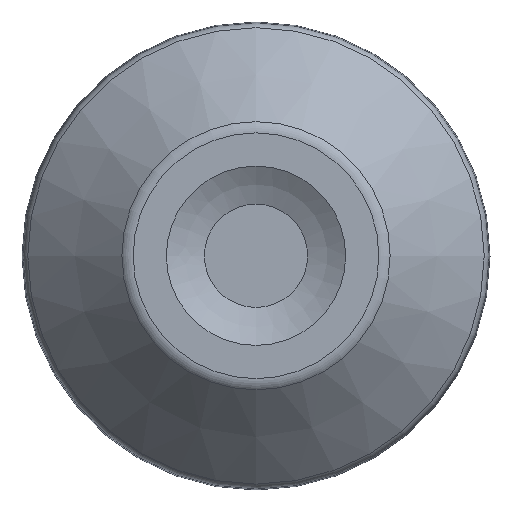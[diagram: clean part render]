
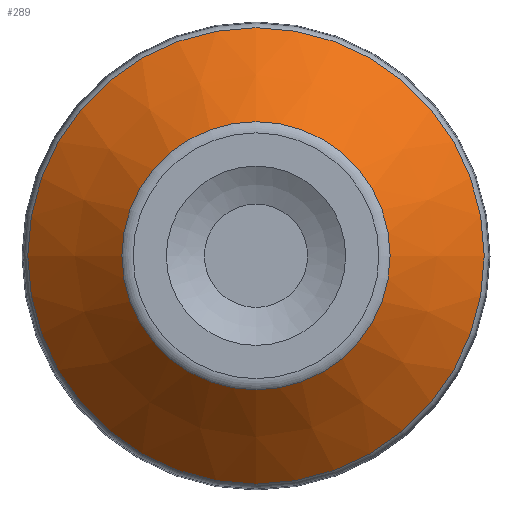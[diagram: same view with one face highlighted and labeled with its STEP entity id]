
A CAD part, top view. The second image highlights one B-rep face of the part: STEP entity #289.
In plain terms, the highlighted conical face has half-angle 45 degrees and reference radius 16.906 mm.
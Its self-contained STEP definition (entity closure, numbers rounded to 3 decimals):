
#20=CONICAL_SURFACE('',#360,16.906,0.785);
#35=LINE('',#561,#42);
#42=VECTOR('',#470,16.906);
#59=FACE_OUTER_BOUND('',#78,.T.);
#78=EDGE_LOOP('',(#264,#265,#266,#267,#268,#269));
#99=CIRCLE('',#338,16.906);
#100=CIRCLE('',#339,16.906);
#113=CIRCLE('',#358,28.769);
#114=CIRCLE('',#359,28.769);
#133=VERTEX_POINT('',#522);
#134=VERTEX_POINT('',#523);
#144=VERTEX_POINT('',#555);
#145=VERTEX_POINT('',#557);
#168=EDGE_CURVE('',#133,#134,#99,.T.);
#169=EDGE_CURVE('',#134,#133,#100,.T.);
#185=EDGE_CURVE('',#144,#145,#113,.T.);
#186=EDGE_CURVE('',#145,#144,#114,.T.);
#187=EDGE_CURVE('',#144,#134,#35,.T.);
#264=ORIENTED_EDGE('',*,*,#186,.F.);
#265=ORIENTED_EDGE('',*,*,#185,.F.);
#266=ORIENTED_EDGE('',*,*,#187,.T.);
#267=ORIENTED_EDGE('',*,*,#169,.T.);
#268=ORIENTED_EDGE('',*,*,#168,.T.);
#269=ORIENTED_EDGE('',*,*,#187,.F.);
#289=ADVANCED_FACE('',(#59),#20,.T.);
#338=AXIS2_PLACEMENT_3D('',#524,#421,#422);
#339=AXIS2_PLACEMENT_3D('',#525,#423,#424);
#358=AXIS2_PLACEMENT_3D('',#558,#464,#465);
#359=AXIS2_PLACEMENT_3D('',#559,#466,#467);
#360=AXIS2_PLACEMENT_3D('',#560,#468,#469);
#421=DIRECTION('center_axis',(0.,0.,-1.));
#422=DIRECTION('ref_axis',(0.,1.,0.));
#423=DIRECTION('center_axis',(0.,0.,-1.));
#424=DIRECTION('ref_axis',(0.,1.,0.));
#464=DIRECTION('center_axis',(0.,0.,-1.));
#465=DIRECTION('ref_axis',(0.,1.,0.));
#466=DIRECTION('center_axis',(0.,0.,-1.));
#467=DIRECTION('ref_axis',(0.,1.,0.));
#468=DIRECTION('center_axis',(0.,0.,-1.));
#469=DIRECTION('ref_axis',(0.,1.,0.));
#470=DIRECTION('',(0.,0.707,0.707));
#522=CARTESIAN_POINT('',(0.,16.906,17.414));
#523=CARTESIAN_POINT('',(0.,-16.906,17.414));
#524=CARTESIAN_POINT('Origin',(0.,0.,17.414));
#525=CARTESIAN_POINT('Origin',(0.,0.,17.414));
#555=CARTESIAN_POINT('',(0.,-28.769,5.551));
#557=CARTESIAN_POINT('',(0.,28.769,5.551));
#558=CARTESIAN_POINT('Origin',(0.,0.,5.551));
#559=CARTESIAN_POINT('Origin',(0.,0.,5.551));
#560=CARTESIAN_POINT('Origin',(0.,0.,17.414));
#561=CARTESIAN_POINT('',(0.,-16.906,17.414));
